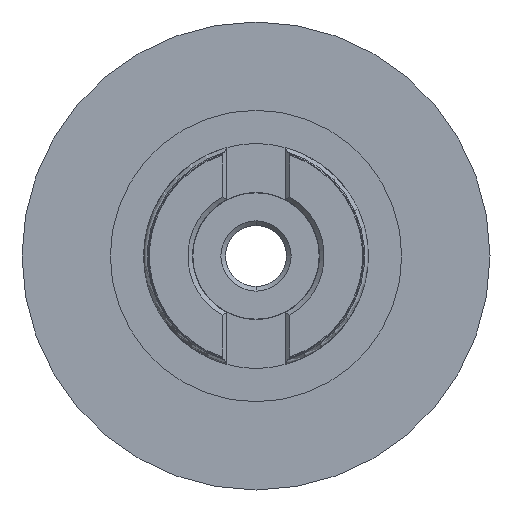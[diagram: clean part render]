
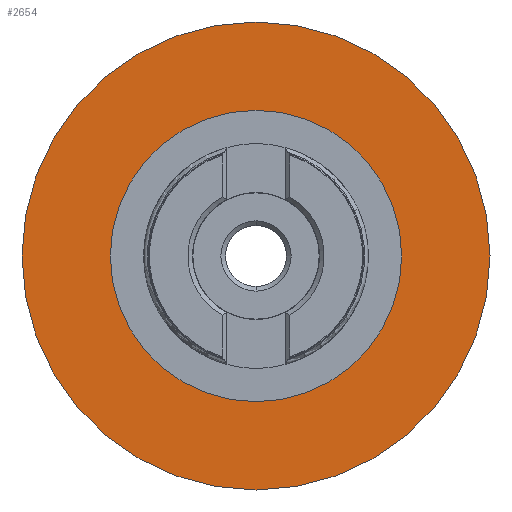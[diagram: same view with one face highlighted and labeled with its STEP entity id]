
A CAD part, left-side view. The second image highlights one B-rep face of the part: STEP entity #2654.
In plain terms, the highlighted planar face has unit normal (-1, 0, 0).
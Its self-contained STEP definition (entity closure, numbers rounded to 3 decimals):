
#154 = CIRCLE ( 'NONE', #3911, 50. ) ;
#165 = DIRECTION ( 'NONE',  ( 1., 0., 0. ) ) ;
#247 = EDGE_CURVE ( 'NONE', #987, #4695, #2012, .T. ) ;
#475 = CIRCLE ( 'NONE', #3127, 31.13 ) ;
#494 = AXIS2_PLACEMENT_3D ( 'NONE', #1013, #1427, #3859 ) ;
#539 = ORIENTED_EDGE ( 'NONE', *, *, #247, .T. ) ;
#852 = ORIENTED_EDGE ( 'NONE', *, *, #2504, .F. ) ;
#987 = VERTEX_POINT ( 'NONE', #4092 ) ;
#1013 = CARTESIAN_POINT ( 'NONE',  ( -1.4, 0., 0. ) ) ;
#1056 = CARTESIAN_POINT ( 'NONE',  ( -1.4, -31.13, 0. ) ) ;
#1106 = AXIS2_PLACEMENT_3D ( 'NONE', #1056, #4410, #5222 ) ;
#1264 = ORIENTED_EDGE ( 'NONE', *, *, #3530, .F. ) ;
#1427 = DIRECTION ( 'NONE',  ( 1., 0., 0. ) ) ;
#1498 = AXIS2_PLACEMENT_3D ( 'NONE', #2377, #4084, #4921 ) ;
#1580 = CARTESIAN_POINT ( 'NONE',  ( -1.4, 0., 0. ) ) ;
#1741 = VERTEX_POINT ( 'NONE', #3006 ) ;
#1773 = CARTESIAN_POINT ( 'NONE',  ( -1.4, 0., 0. ) ) ;
#1946 = CIRCLE ( 'NONE', #494, 50. ) ;
#2012 = CIRCLE ( 'NONE', #1498, 31.13 ) ;
#2022 = CARTESIAN_POINT ( 'NONE',  ( -1.4, 31.13, 0. ) ) ;
#2363 = EDGE_LOOP ( 'NONE', ( #1264, #852 ) ) ;
#2377 = CARTESIAN_POINT ( 'NONE',  ( -1.4, 0., 0. ) ) ;
#2504 = EDGE_CURVE ( 'NONE', #1741, #4625, #154, .T. ) ;
#2654 = ADVANCED_FACE ( 'NONE', ( #3304, #3823 ), #3521, .F. ) ;
#2825 = DIRECTION ( 'NONE',  ( 0., 1., 0. ) ) ;
#3006 = CARTESIAN_POINT ( 'NONE',  ( -1.4, -50., 0. ) ) ;
#3127 = AXIS2_PLACEMENT_3D ( 'NONE', #1580, #4854, #2825 ) ;
#3304 = FACE_OUTER_BOUND ( 'NONE', #2363, .T. ) ;
#3521 = PLANE ( 'NONE',  #1106 ) ;
#3530 = EDGE_CURVE ( 'NONE', #4625, #1741, #1946, .T. ) ;
#3587 = EDGE_LOOP ( 'NONE', ( #4773, #539 ) ) ;
#3601 = CARTESIAN_POINT ( 'NONE',  ( -1.4, 50., 0. ) ) ;
#3823 = FACE_BOUND ( 'NONE', #3587, .T. ) ;
#3852 = EDGE_CURVE ( 'NONE', #4695, #987, #475, .T. ) ;
#3859 = DIRECTION ( 'NONE',  ( 0., 1., 0. ) ) ;
#3911 = AXIS2_PLACEMENT_3D ( 'NONE', #1773, #165, #4672 ) ;
#4084 = DIRECTION ( 'NONE',  ( 1., 0., 0. ) ) ;
#4092 = CARTESIAN_POINT ( 'NONE',  ( -1.4, -31.13, 0. ) ) ;
#4410 = DIRECTION ( 'NONE',  ( 1., 0., 0. ) ) ;
#4625 = VERTEX_POINT ( 'NONE', #3601 ) ;
#4672 = DIRECTION ( 'NONE',  ( 0., 1., 0. ) ) ;
#4695 = VERTEX_POINT ( 'NONE', #2022 ) ;
#4773 = ORIENTED_EDGE ( 'NONE', *, *, #3852, .T. ) ;
#4854 = DIRECTION ( 'NONE',  ( 1., 0., 0. ) ) ;
#4921 = DIRECTION ( 'NONE',  ( 0., 1., 0. ) ) ;
#5222 = DIRECTION ( 'NONE',  ( 0., 1., 0. ) ) ;
